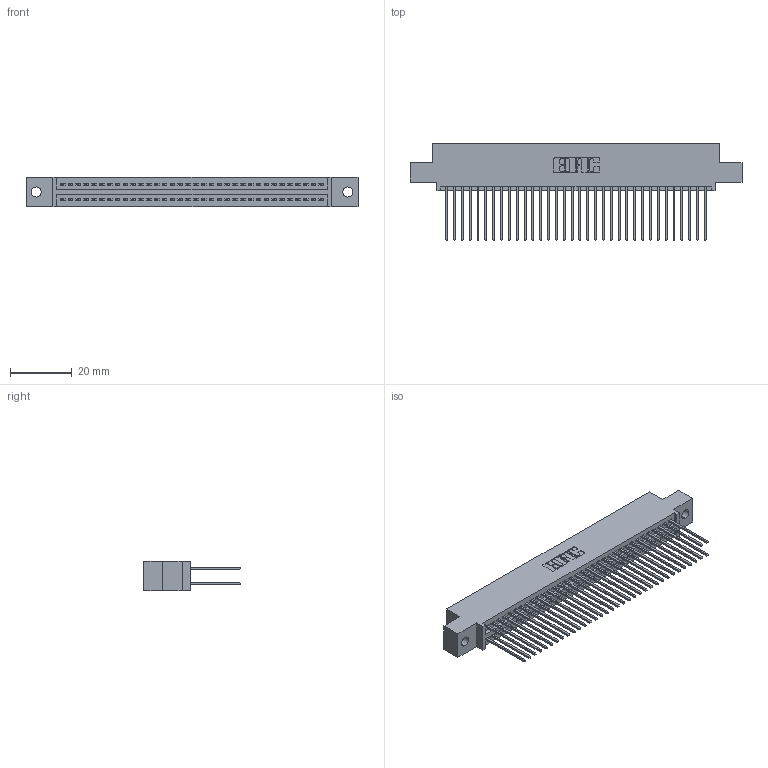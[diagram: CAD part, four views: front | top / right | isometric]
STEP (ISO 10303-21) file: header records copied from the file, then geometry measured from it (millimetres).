
FILE_DESCRIPTION (( 'STEP AP203' ), '1' );
FILE_NAME ('345-068-542-502.STEP', '2018-09-30T13:13:54', ( '' ), ( '' ), 'SwSTEP 2.0', 'SolidWorks 2016', '' );
FILE_SCHEMA (( 'CONFIG_CONTROL_DESIGN' ));
Length unit declared in the file: inch
Products named in the file (3): 345 Part_0.110 Offset - 0.128 Dia; 345-068-542-502; 345-292-001_345-293-142
Assembly tree (69 placements, depth 2):
  345-068-542-502
    345 Part_0.110 Offset - 0.128 Dia
    345-292-001_345-293-142  x68
Bounding box: 107.57 x 31.29 x 9.4 mm (x, y, z)
Volume: 10582 mm3; surface area: 16788.6 mm2
Topology: 69 solids, 69 shells, 3530 faces, 10485 edges, 6898 vertices
Faces by surface type: plane 2328, cylinder 1202
Entity records: 27907 total; most frequent: CARTESIAN_POINT 4688, ORIENTED_EDGE 4622, DIRECTION 4143, EDGE_CURVE 2311, VECTOR 2043, LINE 2043, VERTEX_POINT 1538, AXIS2_PLACEMENT_3D 1050
